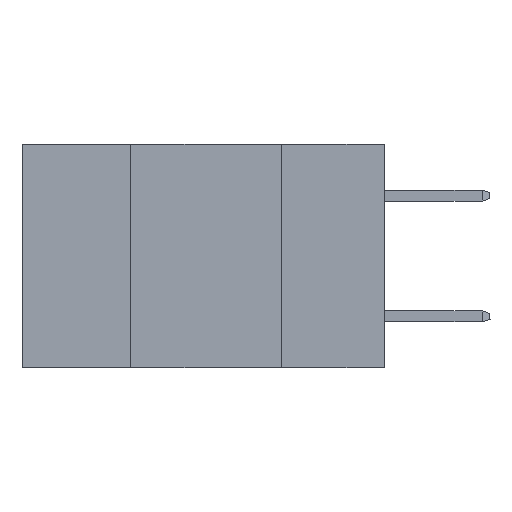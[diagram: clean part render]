
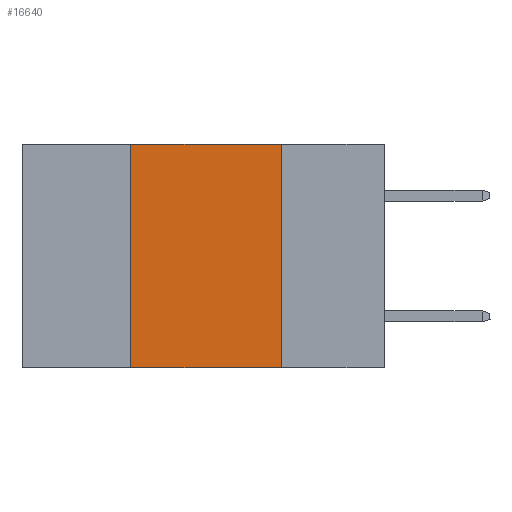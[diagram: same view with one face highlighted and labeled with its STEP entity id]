
A CAD part, left-side view. The second image highlights one B-rep face of the part: STEP entity #16640.
In plain terms, the highlighted planar face has unit normal (-1, 0, 0).
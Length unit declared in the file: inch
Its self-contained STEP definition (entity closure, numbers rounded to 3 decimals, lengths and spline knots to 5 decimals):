
#372 = CARTESIAN_POINT ( 'NONE',  ( 0., 0.17, 0. ) ) ;
#713 = VECTOR ( 'NONE', #9642, 39.37008 ) ;
#1194 = EDGE_LOOP ( 'NONE', ( #3912, #11635, #7643, #18595 ) ) ;
#1928 = FACE_OUTER_BOUND ( 'NONE', #1194, .T. ) ;
#2169 = EDGE_CURVE ( 'NONE', #3456, #7280, #5832, .T. ) ;
#3153 = CARTESIAN_POINT ( 'NONE',  ( 0., 0.6, 0. ) ) ;
#3456 = VERTEX_POINT ( 'NONE', #16682 ) ;
#3912 = ORIENTED_EDGE ( 'NONE', *, *, #19696, .F. ) ;
#3994 = VERTEX_POINT ( 'NONE', #13992 ) ;
#4202 = EDGE_CURVE ( 'NONE', #3994, #17550, #6653, .T. ) ;
#4627 = VECTOR ( 'NONE', #10636, 39.37008 ) ;
#4673 = EDGE_CURVE ( 'NONE', #3994, #3456, #16166, .T. ) ;
#5140 = DIRECTION ( 'NONE',  ( 0., 0., -1. ) ) ;
#5710 = AXIS2_PLACEMENT_3D ( 'NONE', #3153, #16909, #5140 ) ;
#5832 = LINE ( 'NONE', #22467, #10425 ) ;
#6653 = LINE ( 'NONE', #14072, #713 ) ;
#7280 = VERTEX_POINT ( 'NONE', #372 ) ;
#7643 = ORIENTED_EDGE ( 'NONE', *, *, #4673, .F. ) ;
#7806 = CARTESIAN_POINT ( 'NONE',  ( 0., 0.17, -0.37 ) ) ;
#9038 = PLANE ( 'NONE',  #5710 ) ;
#9642 = DIRECTION ( 'NONE',  ( 0., -1., 0. ) ) ;
#10425 = VECTOR ( 'NONE', #11527, 39.37008 ) ;
#10472 = CARTESIAN_POINT ( 'NONE',  ( 0., 0.17, -0.37 ) ) ;
#10636 = DIRECTION ( 'NONE',  ( 0., 0., -1. ) ) ;
#11527 = DIRECTION ( 'NONE',  ( 0., -1., 0. ) ) ;
#11591 = VECTOR ( 'NONE', #24154, 39.37008 ) ;
#11635 = ORIENTED_EDGE ( 'NONE', *, *, #2169, .F. ) ;
#13992 = CARTESIAN_POINT ( 'NONE',  ( 0., 0.42, -0.37 ) ) ;
#14072 = CARTESIAN_POINT ( 'NONE',  ( 0., 0.6, -0.37 ) ) ;
#16166 = LINE ( 'NONE', #25136, #11591 ) ;
#16640 = ADVANCED_FACE ( 'NONE', ( #1928 ), #9038, .F. ) ;
#16682 = CARTESIAN_POINT ( 'NONE',  ( 0., 0.42, 0. ) ) ;
#16909 = DIRECTION ( 'NONE',  ( 1., 0., 0. ) ) ;
#17550 = VERTEX_POINT ( 'NONE', #7806 ) ;
#18595 = ORIENTED_EDGE ( 'NONE', *, *, #4202, .T. ) ;
#19696 = EDGE_CURVE ( 'NONE', #7280, #17550, #20761, .T. ) ;
#20761 = LINE ( 'NONE', #10472, #4627 ) ;
#22467 = CARTESIAN_POINT ( 'NONE',  ( 0., 0.6, 0. ) ) ;
#24154 = DIRECTION ( 'NONE',  ( 0., 0., 1. ) ) ;
#25136 = CARTESIAN_POINT ( 'NONE',  ( 0., 0.42, -0.37 ) ) ;
